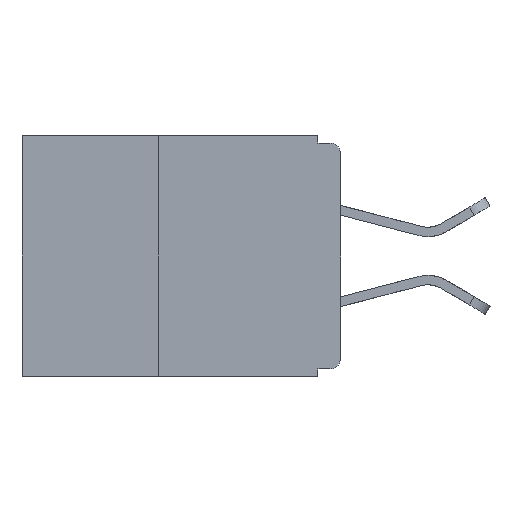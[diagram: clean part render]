
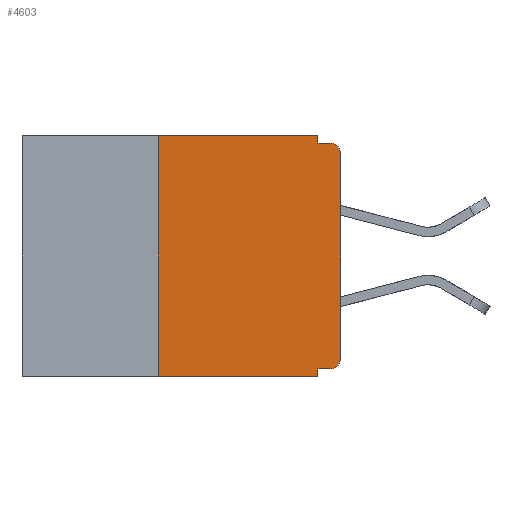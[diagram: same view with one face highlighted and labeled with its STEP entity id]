
A CAD part, left-side view. The second image highlights one B-rep face of the part: STEP entity #4603.
In plain terms, the highlighted planar face has unit normal (-1, 0, 0).
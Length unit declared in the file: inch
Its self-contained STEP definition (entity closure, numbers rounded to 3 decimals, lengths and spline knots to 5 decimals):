
#572 = DIRECTION ( 'NONE',  ( 0., 0., -1. ) ) ;
#836 = ORIENTED_EDGE ( 'NONE', *, *, #7549, .T. ) ;
#1006 = ORIENTED_EDGE ( 'NONE', *, *, #10723, .F. ) ;
#1241 = CARTESIAN_POINT ( 'NONE',  ( 0., 0.015, -0.305 ) ) ;
#1261 = CIRCLE ( 'NONE', #3481, 0.015 ) ;
#1307 = LINE ( 'NONE', #16459, #14162 ) ;
#1589 = ORIENTED_EDGE ( 'NONE', *, *, #5925, .F. ) ;
#1867 = DIRECTION ( 'NONE',  ( 0., 0., 1. ) ) ;
#2067 = VECTOR ( 'NONE', #8023, 39.37008 ) ;
#2932 = DIRECTION ( 'NONE',  ( 0., 0., -1. ) ) ;
#3253 = CARTESIAN_POINT ( 'NONE',  ( 0., 0.015, -0.32 ) ) ;
#3481 = AXIS2_PLACEMENT_3D ( 'NONE', #1241, #12553, #2932 ) ;
#3532 = ORIENTED_EDGE ( 'NONE', *, *, #19507, .F. ) ;
#3781 = PLANE ( 'NONE',  #5487 ) ;
#3936 = DIRECTION ( 'NONE',  ( 0., 0., -1. ) ) ;
#3941 = DIRECTION ( 'NONE',  ( 1., 0., 0. ) ) ;
#3999 = CARTESIAN_POINT ( 'NONE',  ( 0., 0.015, -0.01 ) ) ;
#4152 = CARTESIAN_POINT ( 'NONE',  ( 0., 0.437, 0. ) ) ;
#4187 = EDGE_CURVE ( 'NONE', #16923, #12805, #9698, .T. ) ;
#4228 = ORIENTED_EDGE ( 'NONE', *, *, #10426, .T. ) ;
#4311 = CARTESIAN_POINT ( 'NONE',  ( 0., 0.031, 0. ) ) ;
#4481 = CARTESIAN_POINT ( 'NONE',  ( 0., 0.437, 0. ) ) ;
#4539 = CARTESIAN_POINT ( 'NONE',  ( 0., 0., -0.01 ) ) ;
#4603 = ADVANCED_FACE ( 'NONE', ( #6437 ), #3781, .F. ) ;
#4607 = DIRECTION ( 'NONE',  ( 0., -1., 0. ) ) ;
#4655 = DIRECTION ( 'NONE',  ( 0., 0., 1. ) ) ;
#5017 = VERTEX_POINT ( 'NONE', #6677 ) ;
#5097 = ORIENTED_EDGE ( 'NONE', *, *, #10067, .F. ) ;
#5219 = VECTOR ( 'NONE', #4607, 39.37008 ) ;
#5307 = ORIENTED_EDGE ( 'NONE', *, *, #4187, .F. ) ;
#5487 = AXIS2_PLACEMENT_3D ( 'NONE', #4152, #3941, #3936 ) ;
#5499 = LINE ( 'NONE', #4481, #17467 ) ;
#5717 = ORIENTED_EDGE ( 'NONE', *, *, #19273, .F. ) ;
#5925 = EDGE_CURVE ( 'NONE', #12518, #16581, #19730, .T. ) ;
#5964 = ORIENTED_EDGE ( 'NONE', *, *, #11919, .T. ) ;
#6437 = FACE_OUTER_BOUND ( 'NONE', #10856, .T. ) ;
#6467 = LINE ( 'NONE', #17287, #2067 ) ;
#6677 = CARTESIAN_POINT ( 'NONE',  ( 0., 0.25, -0.33 ) ) ;
#7136 = DIRECTION ( 'NONE',  ( 0., 0., -1. ) ) ;
#7220 = CARTESIAN_POINT ( 'NONE',  ( 0., 0.031, -0.01 ) ) ;
#7342 = VECTOR ( 'NONE', #1867, 39.37008 ) ;
#7549 = EDGE_CURVE ( 'NONE', #7746, #11854, #19692, .T. ) ;
#7746 = VERTEX_POINT ( 'NONE', #13601 ) ;
#7880 = VECTOR ( 'NONE', #16671, 39.37008 ) ;
#7910 = DIRECTION ( 'NONE',  ( 0., 1., 0. ) ) ;
#8023 = DIRECTION ( 'NONE',  ( 0., -1., 0. ) ) ;
#8364 = VERTEX_POINT ( 'NONE', #3999 ) ;
#8389 = CARTESIAN_POINT ( 'NONE',  ( 0., 0., 0. ) ) ;
#9449 = LINE ( 'NONE', #4539, #5219 ) ;
#9592 = AXIS2_PLACEMENT_3D ( 'NONE', #19566, #10350, #572 ) ;
#9698 = LINE ( 'NONE', #9879, #13387 ) ;
#9879 = CARTESIAN_POINT ( 'NONE',  ( 0., 0., -0.32 ) ) ;
#10064 = EDGE_CURVE ( 'NONE', #16923, #7746, #1261, .T. ) ;
#10067 = EDGE_CURVE ( 'NONE', #16581, #8364, #9449, .T. ) ;
#10350 = DIRECTION ( 'NONE',  ( -1., 0., 0. ) ) ;
#10426 = EDGE_CURVE ( 'NONE', #11854, #8364, #11971, .T. ) ;
#10723 = EDGE_CURVE ( 'NONE', #5017, #16885, #15362, .T. ) ;
#10739 = VECTOR ( 'NONE', #4655, 39.37008 ) ;
#10856 = EDGE_LOOP ( 'NONE', ( #836, #4228, #5097, #1589, #3532, #1006, #5964, #5717, #5307, #12905 ) ) ;
#11094 = CARTESIAN_POINT ( 'NONE',  ( 0., 0.25, -0.33 ) ) ;
#11854 = VERTEX_POINT ( 'NONE', #18645 ) ;
#11919 = EDGE_CURVE ( 'NONE', #5017, #20145, #6467, .T. ) ;
#11971 = CIRCLE ( 'NONE', #9592, 0.015 ) ;
#12518 = VERTEX_POINT ( 'NONE', #4311 ) ;
#12553 = DIRECTION ( 'NONE',  ( -1., 0., 0. ) ) ;
#12798 = CARTESIAN_POINT ( 'NONE',  ( 0., 0.25, 0. ) ) ;
#12805 = VERTEX_POINT ( 'NONE', #14602 ) ;
#12905 = ORIENTED_EDGE ( 'NONE', *, *, #10064, .T. ) ;
#13387 = VECTOR ( 'NONE', #7910, 39.37008 ) ;
#13601 = CARTESIAN_POINT ( 'NONE',  ( 0., 0., -0.305 ) ) ;
#14162 = VECTOR ( 'NONE', #7136, 39.37008 ) ;
#14256 = CARTESIAN_POINT ( 'NONE',  ( 0., 0.031, -0.33 ) ) ;
#14602 = CARTESIAN_POINT ( 'NONE',  ( 0., 0.031, -0.32 ) ) ;
#15362 = LINE ( 'NONE', #11094, #10739 ) ;
#16459 = CARTESIAN_POINT ( 'NONE',  ( 0., 0.031, -0.33 ) ) ;
#16581 = VERTEX_POINT ( 'NONE', #7220 ) ;
#16611 = CARTESIAN_POINT ( 'NONE',  ( 0., 0.031, 0. ) ) ;
#16671 = DIRECTION ( 'NONE',  ( 0., 0., -1. ) ) ;
#16885 = VERTEX_POINT ( 'NONE', #12798 ) ;
#16923 = VERTEX_POINT ( 'NONE', #3253 ) ;
#17287 = CARTESIAN_POINT ( 'NONE',  ( 0., 0.437, -0.33 ) ) ;
#17467 = VECTOR ( 'NONE', #18590, 39.37008 ) ;
#18590 = DIRECTION ( 'NONE',  ( 0., -1., 0. ) ) ;
#18645 = CARTESIAN_POINT ( 'NONE',  ( 0., 0., -0.025 ) ) ;
#19273 = EDGE_CURVE ( 'NONE', #12805, #20145, #1307, .T. ) ;
#19507 = EDGE_CURVE ( 'NONE', #16885, #12518, #5499, .T. ) ;
#19566 = CARTESIAN_POINT ( 'NONE',  ( 0., 0.015, -0.025 ) ) ;
#19692 = LINE ( 'NONE', #8389, #7342 ) ;
#19730 = LINE ( 'NONE', #16611, #7880 ) ;
#20145 = VERTEX_POINT ( 'NONE', #14256 ) ;
